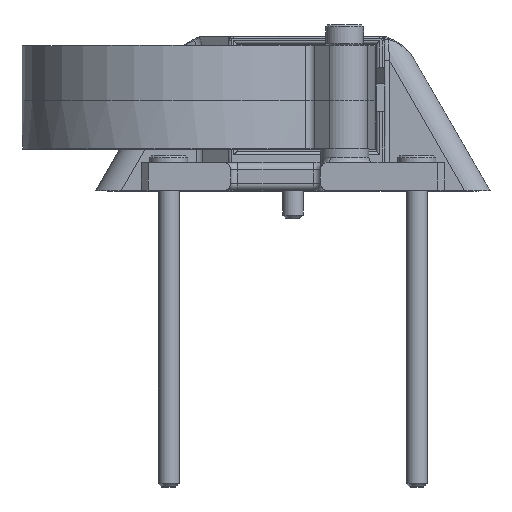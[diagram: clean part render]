
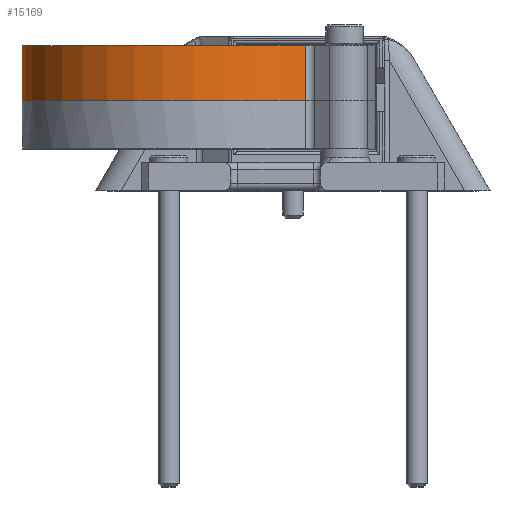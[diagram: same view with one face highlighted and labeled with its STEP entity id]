
A CAD part, top view. The second image highlights one B-rep face of the part: STEP entity #15169.
In plain terms, the highlighted cylindrical face has radius 25.65 mm (diameter 51.3 mm), a partial arc.
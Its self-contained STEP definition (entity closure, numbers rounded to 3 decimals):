
#1798=FACE_OUTER_BOUND('',#2712,.T.);
#2712=EDGE_LOOP('',(#11011,#11012,#11013,#11014));
#3615=LINE('',#22995,#4493);
#3631=LINE('',#23051,#4509);
#4493=VECTOR('',#18784,1000.);
#4509=VECTOR('',#18840,1000.);
#5588=CIRCLE('',#16546,25.65);
#5589=CIRCLE('',#16547,25.65);
#6311=VERTEX_POINT('',#22988);
#6314=VERTEX_POINT('',#22993);
#6333=VERTEX_POINT('',#23048);
#6334=VERTEX_POINT('',#23050);
#8043=EDGE_CURVE('',#6311,#6314,#3615,.T.);
#8069=EDGE_CURVE('',#6333,#6314,#5588,.T.);
#8070=EDGE_CURVE('',#6334,#6333,#3631,.T.);
#8071=EDGE_CURVE('',#6334,#6311,#5589,.T.);
#11011=ORIENTED_EDGE('',*,*,#8069,.F.);
#11012=ORIENTED_EDGE('',*,*,#8070,.F.);
#11013=ORIENTED_EDGE('',*,*,#8071,.T.);
#11014=ORIENTED_EDGE('',*,*,#8043,.T.);
#14770=CYLINDRICAL_SURFACE('',#16545,25.65);
#15169=ADVANCED_FACE('',(#1798),#14770,.T.);
#16545=AXIS2_PLACEMENT_3D('',#23047,#18836,#18837);
#16546=AXIS2_PLACEMENT_3D('',#23049,#18838,#18839);
#16547=AXIS2_PLACEMENT_3D('',#23052,#18841,#18842);
#18784=DIRECTION('',(0.,1.,0.));
#18836=DIRECTION('center_axis',(0.,1.,0.));
#18837=DIRECTION('ref_axis',(0.445,0.,-0.895));
#18838=DIRECTION('center_axis',(0.,1.,0.));
#18839=DIRECTION('ref_axis',(0.,0.,1.));
#18840=DIRECTION('',(0.,1.,0.));
#18841=DIRECTION('center_axis',(0.,1.,0.));
#18842=DIRECTION('ref_axis',(0.,0.,1.));
#22988=CARTESIAN_POINT('',(-17.333,-8.,-20.467));
#22993=CARTESIAN_POINT('',(-17.333,0.,-20.467));
#22995=CARTESIAN_POINT('',(-17.333,-8.,-20.467));
#23047=CARTESIAN_POINT('Origin',(-1.85,-8.,-0.017));
#23048=CARTESIAN_POINT('',(23.8,0.,0.));
#23049=CARTESIAN_POINT('Origin',(-1.85,0.,-0.017));
#23050=CARTESIAN_POINT('',(23.8,-8.,0.));
#23051=CARTESIAN_POINT('',(23.8,-8.,0.));
#23052=CARTESIAN_POINT('Origin',(-1.85,-8.,-0.017));
